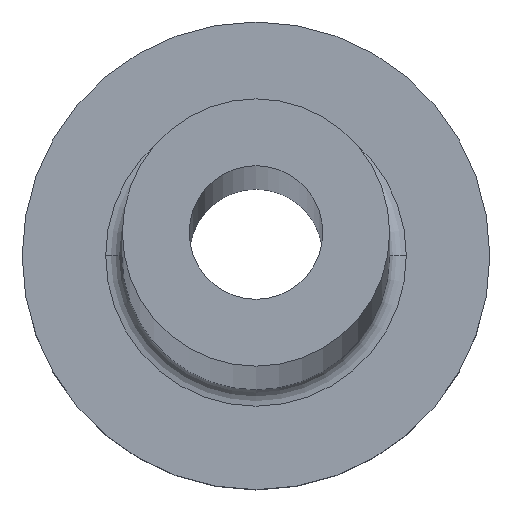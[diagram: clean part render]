
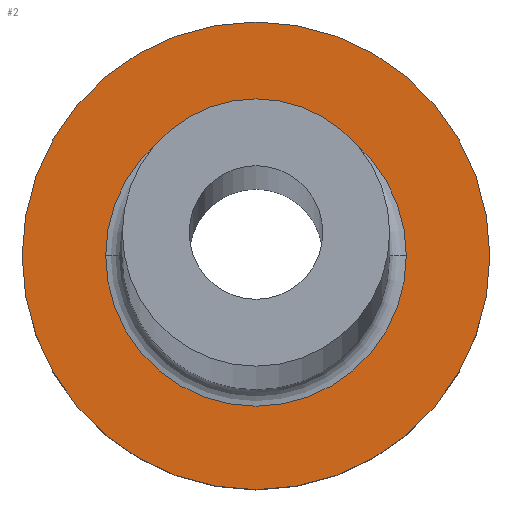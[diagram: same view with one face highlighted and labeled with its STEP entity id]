
A CAD part, top view. The second image highlights one B-rep face of the part: STEP entity #2.
In plain terms, the highlighted planar face has unit normal (0, 0, 1).
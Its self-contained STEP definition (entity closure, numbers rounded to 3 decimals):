
#2 = ADVANCED_FACE ( 'NONE', ( #101, #378 ), #42, .T. ) ;
#15 = DIRECTION ( 'NONE',  ( 1., 0., 0. ) ) ;
#24 = DIRECTION ( 'NONE',  ( 1., 0., 0. ) ) ;
#40 = AXIS2_PLACEMENT_3D ( 'NONE', #261, #90, #24 ) ;
#42 = PLANE ( 'NONE',  #366 ) ;
#65 = CIRCLE ( 'NONE', #342, 4.5 ) ;
#80 = EDGE_CURVE ( 'NONE', #327, #361, #326, .T. ) ;
#90 = DIRECTION ( 'NONE',  ( 0., 0., 1. ) ) ;
#92 = ORIENTED_EDGE ( 'NONE', *, *, #133, .T. ) ;
#95 = ORIENTED_EDGE ( 'NONE', *, *, #80, .T. ) ;
#96 = DIRECTION ( 'NONE',  ( 0., 0., 1. ) ) ;
#101 = FACE_BOUND ( 'NONE', #209, .T. ) ;
#103 = CARTESIAN_POINT ( 'NONE',  ( 0., 0., 5. ) ) ;
#104 = CIRCLE ( 'NONE', #121, 4.5 ) ;
#121 = AXIS2_PLACEMENT_3D ( 'NONE', #328, #325, #316 ) ;
#124 = CARTESIAN_POINT ( 'NONE',  ( 4.5, 0., 5. ) ) ;
#133 = EDGE_CURVE ( 'NONE', #212, #236, #104, .T. ) ;
#140 = DIRECTION ( 'NONE',  ( 1., 0., 0. ) ) ;
#158 = ORIENTED_EDGE ( 'NONE', *, *, #324, .T. ) ;
#162 = DIRECTION ( 'NONE',  ( 0., 0., -1. ) ) ;
#186 = CARTESIAN_POINT ( 'NONE',  ( -4.5, 0., 5. ) ) ;
#193 = CARTESIAN_POINT ( 'NONE',  ( 0., 0., 5. ) ) ;
#209 = EDGE_LOOP ( 'NONE', ( #92, #260 ) ) ;
#212 = VERTEX_POINT ( 'NONE', #124 ) ;
#231 = CARTESIAN_POINT ( 'NONE',  ( -7., 0., 5. ) ) ;
#233 = CARTESIAN_POINT ( 'NONE',  ( 7., 0., 5. ) ) ;
#236 = VERTEX_POINT ( 'NONE', #186 ) ;
#259 = DIRECTION ( 'NONE',  ( 0., 0., 1. ) ) ;
#260 = ORIENTED_EDGE ( 'NONE', *, *, #279, .T. ) ;
#261 = CARTESIAN_POINT ( 'NONE',  ( 0., 0., 5. ) ) ;
#263 = EDGE_LOOP ( 'NONE', ( #158, #95 ) ) ;
#278 = DIRECTION ( 'NONE',  ( 1., 0., 0. ) ) ;
#279 = EDGE_CURVE ( 'NONE', #236, #212, #65, .T. ) ;
#316 = DIRECTION ( 'NONE',  ( 1., 0., 0. ) ) ;
#324 = EDGE_CURVE ( 'NONE', #361, #327, #358, .T. ) ;
#325 = DIRECTION ( 'NONE',  ( 0., 0., -1. ) ) ;
#326 = CIRCLE ( 'NONE', #40, 7. ) ;
#327 = VERTEX_POINT ( 'NONE', #233 ) ;
#328 = CARTESIAN_POINT ( 'NONE',  ( 0., 0., 5. ) ) ;
#335 = AXIS2_PLACEMENT_3D ( 'NONE', #359, #259, #140 ) ;
#342 = AXIS2_PLACEMENT_3D ( 'NONE', #193, #162, #278 ) ;
#358 = CIRCLE ( 'NONE', #335, 7. ) ;
#359 = CARTESIAN_POINT ( 'NONE',  ( 0., 0., 5. ) ) ;
#361 = VERTEX_POINT ( 'NONE', #231 ) ;
#366 = AXIS2_PLACEMENT_3D ( 'NONE', #103, #96, #15 ) ;
#378 = FACE_OUTER_BOUND ( 'NONE', #263, .T. ) ;
